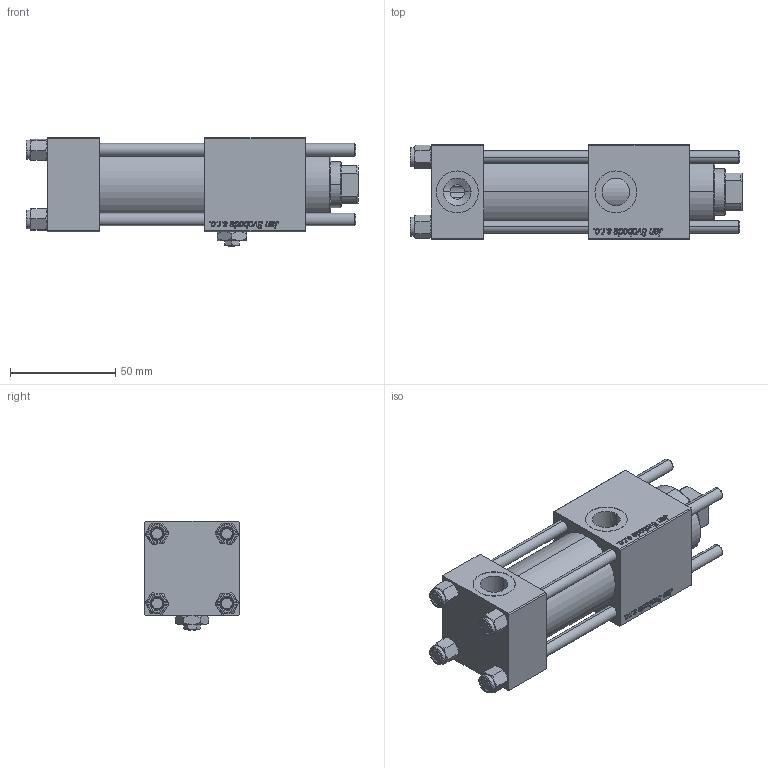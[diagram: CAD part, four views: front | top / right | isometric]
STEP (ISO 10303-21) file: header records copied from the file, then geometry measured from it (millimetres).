
FILE_DESCRIPTION (( 'STEP AP203' ), '1' );
FILE_NAME ('fd9a.STEP', '2025-02-12T10:11:43', ( '' ), ( '' ), 'SwSTEP 2.0', 'SolidWorks 2019', '' );
FILE_SCHEMA (( 'CONFIG_CONTROL_DESIGN' ));
Length unit declared in the file: millimetre
Products named in the file (7): V215_VC_A 3a9c3b2fb0b003157ad86511fe1d336c; V215CR_B-1 3a9c3b2fb0b003157ad86511fe1d336c; Zatka_pro_OIL_PORT 3a9c3b2fb0b003157ad86511fe1d336c; V215CR_VCP_B 3a9c3b2fb0b003157ad86511fe1d336c; V215CR_B_TYCINKA 3a9c3b2fb0b003157ad86511fe1d336c; fd9a; NUT_M5_B 3a9c3b2fb0b003157ad86511fe1d336c
Assembly tree (12 placements, depth 2):
  fd9a
    V215CR_B-1 3a9c3b2fb0b003157ad86511fe1d336c
    V215CR_VCP_B 3a9c3b2fb0b003157ad86511fe1d336c
    NUT_M5_B 3a9c3b2fb0b003157ad86511fe1d336c  x4
    V215CR_B_TYCINKA 3a9c3b2fb0b003157ad86511fe1d336c  x4
    V215_VC_A 3a9c3b2fb0b003157ad86511fe1d336c
    Zatka_pro_OIL_PORT 3a9c3b2fb0b003157ad86511fe1d336c
Bounding box: 158 x 45 x 52 mm (x, y, z)
Volume: 213629.9 mm3; surface area: 77550.4 mm2
Topology: 12 solids, 12 shells, 1205 faces, 3051 edges, 1975 vertices
Faces by surface type: bspline 504, plane 455, cone 156, cylinder 82, torus 8
Entity records: 58553 total; most frequent: CARTESIAN_POINT 34640, ORIENTED_EDGE 5594, DIRECTION 3111, EDGE_CURVE 2797, VERTEX_POINT 1831, LINE 1485, VECTOR 1485, EDGE_LOOP 1212
